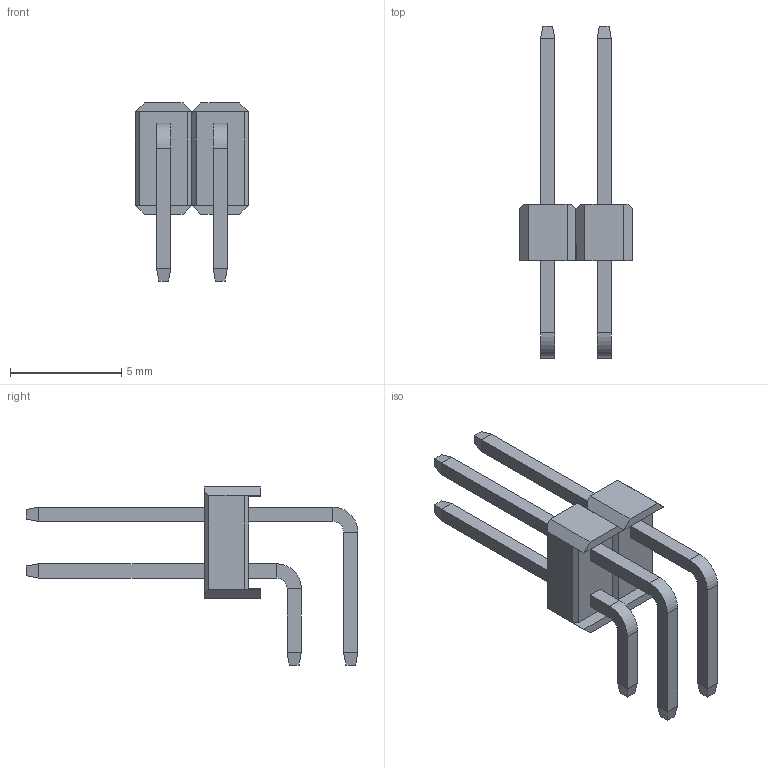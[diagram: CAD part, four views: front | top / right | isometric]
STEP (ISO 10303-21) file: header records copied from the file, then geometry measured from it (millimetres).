
FILE_DESCRIPTION (( 'STEP AP214' ), '1' );
FILE_NAME ('2x2 Male Pin Header Angle.STEP', '2018-11-16T17:54:42', ( 'M.B.I.' ), ( '' ), 'SwSTEP 2.0', '', '' );
FILE_SCHEMA (( 'AUTOMOTIVE_DESIGN' ));
Length unit declared in the file: millimetre
Products named in the file (1): 2x2 Male Pin Header Angle
Bounding box: 5.08 x 14.9 x 8 mm (x, y, z)
Volume: 77.1 mm3; surface area: 306.7 mm2
Topology: 5 solids, 5 shells, 152 faces, 354 edges, 212 vertices
Faces by surface type: plane 144, cylinder 8
Entity records: 4244 total; most frequent: CARTESIAN_POINT 719, ORIENTED_EDGE 708, DIRECTION 676, EDGE_CURVE 354, LINE 338, VECTOR 338, VERTEX_POINT 212, AXIS2_PLACEMENT_3D 169
